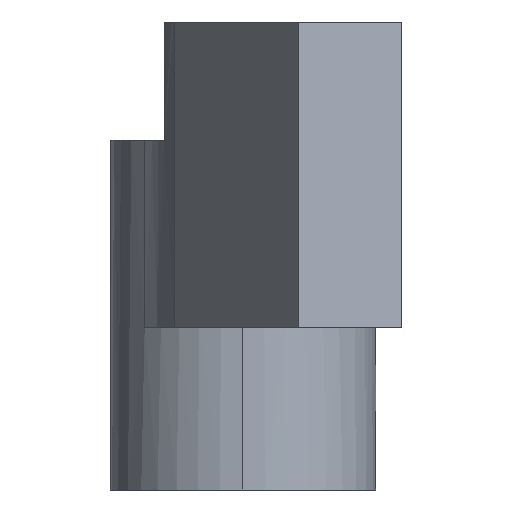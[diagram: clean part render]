
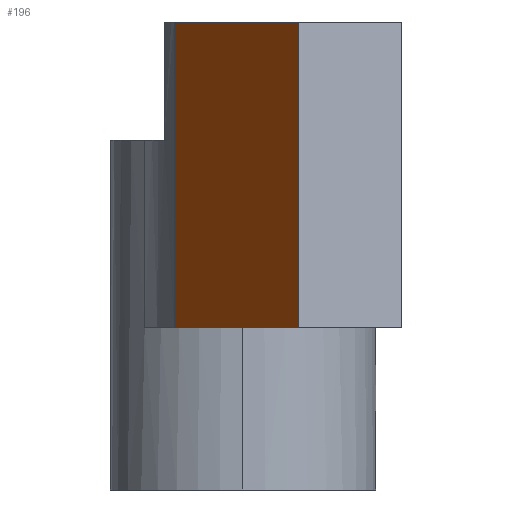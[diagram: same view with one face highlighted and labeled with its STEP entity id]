
A CAD part, left-side view. The second image highlights one B-rep face of the part: STEP entity #196.
In plain terms, the highlighted planar face has unit normal (-0.276, 0.961, 0).
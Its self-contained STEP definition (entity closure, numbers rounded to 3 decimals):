
#112=CARTESIAN_POINT('POINT11',(-0.067,
   0.033,0.222));
#113=VERTEX_POINT('VERTEX11',#112);
#121=CARTESIAN_POINT('POINT12',(-0.273,
   -0.026,0.222));
#122=VERTEX_POINT('VERTEX12',#121);
#123=CARTESIAN_POINT('POS13',(-0.273,
   -0.026,0.222));
#124=DIRECTION('DIR20',(0.961,0.276,
   0.));
#125=VECTOR('VEC6',#124,1.);
#126=LINE('STRAIGHT6',#123,#125);
#127=EDGE_CURVE('EDGE15',#122,#113,#126,.T.);
#166=CARTESIAN_POINT('POINT15',(-0.067,
   0.033,0.077));
#167=VERTEX_POINT('VERTEX15',#166);
#168=CARTESIAN_POINT('POINT16',(-0.273,
   -0.026,0.077));
#169=VERTEX_POINT('VERTEX16',#168);
#170=CARTESIAN_POINT('POS18',(-0.273,
   -0.026,0.077));
#171=DIRECTION('DIR27',(0.961,0.276,
   0.));
#172=VECTOR('VEC9',#171,1.);
#173=LINE('STRAIGHT9',#170,#172);
#174=EDGE_CURVE('EDGE19',#167,#169,#173,.F.);
#175=ORIENTED_EDGE('COEDGE26',*,*,#174,.T.);
#176=CARTESIAN_POINT('POS19',(-0.273,
   -0.026,0.222));
#177=DIRECTION('DIR28',(0.,0.,-1.));
#178=VECTOR('VEC10',#177,1.);
#179=LINE('STRAIGHT10',#176,#178);
#180=EDGE_CURVE('EDGE20',#169,#122,#179,.F.);
#181=ORIENTED_EDGE('COEDGE27',*,*,#180,.T.);
#182=ORIENTED_EDGE('COEDGE28',*,*,#127,.T.);
#183=CARTESIAN_POINT('POS20',(-0.067,
   0.033,0.077));
#184=DIRECTION('DIR29',(0.,0.,1.));
#185=VECTOR('VEC11',#184,1.);
#186=LINE('STRAIGHT11',#183,#185);
#187=EDGE_CURVE('EDGE21',#167,#113,#186,.T.);
#188=ORIENTED_EDGE('COEDGE29',*,*,#187,.F.);
#189=EDGE_LOOP('NONE',(#175,#181,#182,#188));
#190=FACE_BOUND('LOOP1',#189,.T.);
#191=CARTESIAN_POINT('POS21',(-0.273,
   -0.026,0.222));
#192=DIRECTION('DIR30',(-0.276,0.961,
   0.));
#193=DIRECTION('DIR31',(0.961,0.276,
   0.));
#194=AXIS2_PLACEMENT_3D('AXIS10',#191,#192,#193);
#195=PLANE('PLANE2',#194);
#196=ADVANCED_FACE('FACE6',(#190),#195,.T.);
